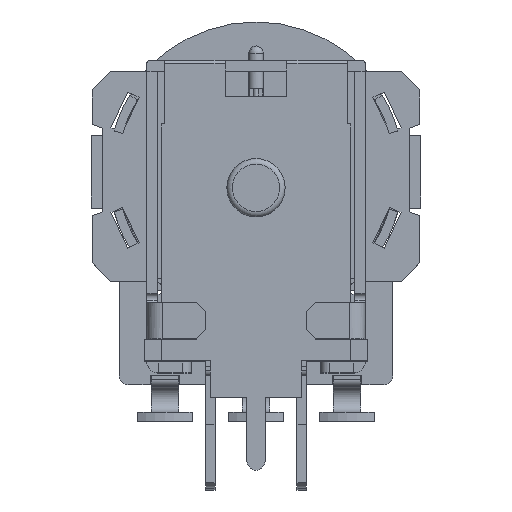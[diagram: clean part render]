
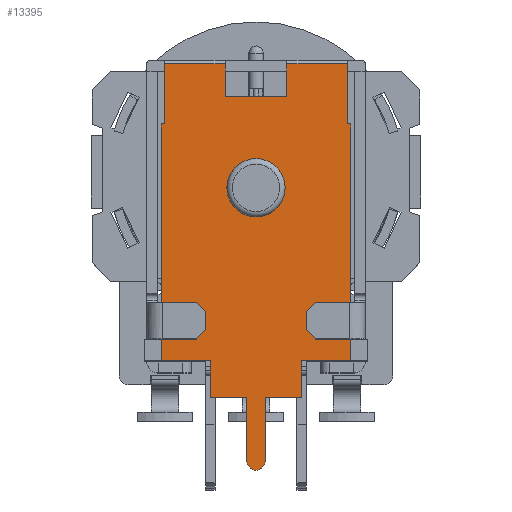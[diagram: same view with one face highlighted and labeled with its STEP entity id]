
A CAD part, top view. The second image highlights one B-rep face of the part: STEP entity #13395.
In plain terms, the highlighted planar face has unit normal (0, 0, 1).
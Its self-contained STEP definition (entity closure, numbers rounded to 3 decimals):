
#13216=CARTESIAN_POINT('',(0.,-2.276,15.35));
#13217=DIRECTION('',(0.0,0.0,1.0));
#13218=DIRECTION('',(1.0,0.0,0.0));
#13219=AXIS2_PLACEMENT_3D('',#13216,#13217,#13218);
#13220=PLANE('',#13219);
#13221=CARTESIAN_POINT('',(0.5,-16.,15.35));
#13222=VERTEX_POINT('',#13221);
#13223=CARTESIAN_POINT('',(0.5,-12.5,15.35));
#13224=VERTEX_POINT('',#13223);
#13225=CARTESIAN_POINT('',(0.5,-16.,15.35));
#13226=DIRECTION('',(0.0,1.0,0.0));
#13227=VECTOR('',#13226,3.5);
#13228=LINE('',#13225,#13227);
#13229=EDGE_CURVE('',#13222,#13224,#13228,.T.);
#13230=ORIENTED_EDGE('',*,*,#13229,.T.);
#13231=CARTESIAN_POINT('',(2.5,-12.5,15.35));
#13232=VERTEX_POINT('',#13231);
#13233=CARTESIAN_POINT('',(0.5,-12.5,15.35));
#13234=DIRECTION('',(1.0,0.0,0.0));
#13235=VECTOR('',#13234,2.);
#13236=LINE('',#13233,#13235);
#13237=EDGE_CURVE('',#13224,#13232,#13236,.T.);
#13238=ORIENTED_EDGE('',*,*,#13237,.T.);
#13239=CARTESIAN_POINT('',(2.5,-10.5,15.35));
#13240=VERTEX_POINT('',#13239);
#13241=CARTESIAN_POINT('',(2.5,-12.5,15.35));
#13242=DIRECTION('',(0.0,1.0,0.0));
#13243=VECTOR('',#13242,2.);
#13244=LINE('',#13241,#13243);
#13245=EDGE_CURVE('',#13232,#13240,#13244,.T.);
#13246=ORIENTED_EDGE('',*,*,#13245,.T.);
#13247=CARTESIAN_POINT('',(5.2,-10.5,15.35));
#13248=VERTEX_POINT('',#13247);
#13249=CARTESIAN_POINT('',(5.2,-10.5,15.35));
#13250=DIRECTION('',(-1.0,0.0,0.0));
#13251=VECTOR('',#13250,2.7);
#13252=LINE('',#13249,#13251);
#13253=EDGE_CURVE('',#13248,#13240,#13252,.T.);
#13254=ORIENTED_EDGE('',*,*,#13253,.F.);
#13255=CARTESIAN_POINT('',(5.2,2.5,15.35));
#13256=VERTEX_POINT('',#13255);
#13257=CARTESIAN_POINT('',(5.2,2.5,15.35));
#13258=DIRECTION('',(0.0,-1.0,0.0));
#13259=VECTOR('',#13258,13.);
#13260=LINE('',#13257,#13259);
#13261=EDGE_CURVE('',#13256,#13248,#13260,.T.);
#13262=ORIENTED_EDGE('',*,*,#13261,.F.);
#13263=CARTESIAN_POINT('',(5.,2.5,15.35));
#13264=VERTEX_POINT('',#13263);
#13265=CARTESIAN_POINT('',(5.,2.5,15.35));
#13266=DIRECTION('',(1.0,0.0,0.0));
#13267=VECTOR('',#13266,0.2);
#13268=LINE('',#13265,#13267);
#13269=EDGE_CURVE('',#13264,#13256,#13268,.T.);
#13270=ORIENTED_EDGE('',*,*,#13269,.F.);
#13271=CARTESIAN_POINT('',(5.,5.8,15.35));
#13272=VERTEX_POINT('',#13271);
#13273=CARTESIAN_POINT('',(5.,5.8,15.35));
#13274=DIRECTION('',(0.0,-1.0,0.0));
#13275=VECTOR('',#13274,3.3);
#13276=LINE('',#13273,#13275);
#13277=EDGE_CURVE('',#13272,#13264,#13276,.T.);
#13278=ORIENTED_EDGE('',*,*,#13277,.F.);
#13279=CARTESIAN_POINT('',(1.7,5.8,15.35));
#13280=VERTEX_POINT('',#13279);
#13281=CARTESIAN_POINT('',(1.7,5.8,15.35));
#13282=DIRECTION('',(1.0,0.0,0.0));
#13283=VECTOR('',#13282,3.3);
#13284=LINE('',#13281,#13283);
#13285=EDGE_CURVE('',#13280,#13272,#13284,.T.);
#13286=ORIENTED_EDGE('',*,*,#13285,.F.);
#13287=CARTESIAN_POINT('',(1.7,4.,15.35));
#13288=VERTEX_POINT('',#13287);
#13289=CARTESIAN_POINT('',(1.7,5.8,15.35));
#13290=DIRECTION('',(0.0,-1.0,0.0));
#13291=VECTOR('',#13290,1.8);
#13292=LINE('',#13289,#13291);
#13293=EDGE_CURVE('',#13280,#13288,#13292,.T.);
#13294=ORIENTED_EDGE('',*,*,#13293,.T.);
#13295=CARTESIAN_POINT('',(-1.7,4.0,15.35));
#13296=VERTEX_POINT('',#13295);
#13297=CARTESIAN_POINT('',(1.7,4.,15.35));
#13298=DIRECTION('',(-1.0,0.0,0.0));
#13299=VECTOR('',#13298,3.4);
#13300=LINE('',#13297,#13299);
#13301=EDGE_CURVE('',#13288,#13296,#13300,.T.);
#13302=ORIENTED_EDGE('',*,*,#13301,.T.);
#13303=CARTESIAN_POINT('',(-1.7,5.8,15.35));
#13304=VERTEX_POINT('',#13303);
#13305=CARTESIAN_POINT('',(-1.7,4.0,15.35));
#13306=DIRECTION('',(0.0,1.0,0.0));
#13307=VECTOR('',#13306,1.8);
#13308=LINE('',#13305,#13307);
#13309=EDGE_CURVE('',#13296,#13304,#13308,.T.);
#13310=ORIENTED_EDGE('',*,*,#13309,.T.);
#13311=CARTESIAN_POINT('',(-5.,5.8,15.35));
#13312=VERTEX_POINT('',#13311);
#13313=CARTESIAN_POINT('',(-5.,5.8,15.35));
#13314=DIRECTION('',(1.0,0.0,0.0));
#13315=VECTOR('',#13314,3.3);
#13316=LINE('',#13313,#13315);
#13317=EDGE_CURVE('',#13312,#13304,#13316,.T.);
#13318=ORIENTED_EDGE('',*,*,#13317,.F.);
#13319=CARTESIAN_POINT('',(-5.,2.5,15.35));
#13320=VERTEX_POINT('',#13319);
#13321=CARTESIAN_POINT('',(-5.,2.5,15.35));
#13322=DIRECTION('',(0.0,1.0,0.0));
#13323=VECTOR('',#13322,3.3);
#13324=LINE('',#13321,#13323);
#13325=EDGE_CURVE('',#13320,#13312,#13324,.T.);
#13326=ORIENTED_EDGE('',*,*,#13325,.F.);
#13327=CARTESIAN_POINT('',(-5.2,2.5,15.35));
#13328=VERTEX_POINT('',#13327);
#13329=CARTESIAN_POINT('',(-5.2,2.5,15.35));
#13330=DIRECTION('',(1.0,0.0,0.0));
#13331=VECTOR('',#13330,0.2);
#13332=LINE('',#13329,#13331);
#13333=EDGE_CURVE('',#13328,#13320,#13332,.T.);
#13334=ORIENTED_EDGE('',*,*,#13333,.F.);
#13335=CARTESIAN_POINT('',(-5.2,-10.5,15.35));
#13336=VERTEX_POINT('',#13335);
#13337=CARTESIAN_POINT('',(-5.2,-10.5,15.35));
#13338=DIRECTION('',(0.0,1.0,0.0));
#13339=VECTOR('',#13338,13.);
#13340=LINE('',#13337,#13339);
#13341=EDGE_CURVE('',#13336,#13328,#13340,.T.);
#13342=ORIENTED_EDGE('',*,*,#13341,.F.);
#13343=CARTESIAN_POINT('',(-2.5,-10.5,15.35));
#13344=VERTEX_POINT('',#13343);
#13345=CARTESIAN_POINT('',(-2.5,-10.5,15.35));
#13346=DIRECTION('',(-1.0,0.0,0.0));
#13347=VECTOR('',#13346,2.7);
#13348=LINE('',#13345,#13347);
#13349=EDGE_CURVE('',#13344,#13336,#13348,.T.);
#13350=ORIENTED_EDGE('',*,*,#13349,.F.);
#13351=CARTESIAN_POINT('',(-2.5,-12.5,15.35));
#13352=VERTEX_POINT('',#13351);
#13353=CARTESIAN_POINT('',(-2.5,-10.5,15.35));
#13354=DIRECTION('',(0.0,-1.0,0.0));
#13355=VECTOR('',#13354,2.0);
#13356=LINE('',#13353,#13355);
#13357=EDGE_CURVE('',#13344,#13352,#13356,.T.);
#13358=ORIENTED_EDGE('',*,*,#13357,.T.);
#13359=CARTESIAN_POINT('',(-0.5,-12.5,15.35));
#13360=VERTEX_POINT('',#13359);
#13361=CARTESIAN_POINT('',(-2.5,-12.5,15.35));
#13362=DIRECTION('',(1.0,0.0,0.0));
#13363=VECTOR('',#13362,2.);
#13364=LINE('',#13361,#13363);
#13365=EDGE_CURVE('',#13352,#13360,#13364,.T.);
#13366=ORIENTED_EDGE('',*,*,#13365,.T.);
#13367=CARTESIAN_POINT('',(-0.5,-16.,15.35));
#13368=VERTEX_POINT('',#13367);
#13369=CARTESIAN_POINT('',(-0.5,-12.5,15.35));
#13370=DIRECTION('',(0.0,-1.0,0.0));
#13371=VECTOR('',#13370,3.5);
#13372=LINE('',#13369,#13371);
#13373=EDGE_CURVE('',#13360,#13368,#13372,.T.);
#13374=ORIENTED_EDGE('',*,*,#13373,.T.);
#13375=CARTESIAN_POINT('',(0.,-16.,15.35));
#13376=DIRECTION('',(0.0,0.0,1.0));
#13377=DIRECTION('',(-1.0,0.0,0.0));
#13378=AXIS2_PLACEMENT_3D('',#13375,#13376,#13377);
#13379=CIRCLE('',#13378,0.5);
#13380=EDGE_CURVE('',#13368,#13222,#13379,.T.);
#13381=ORIENTED_EDGE('',*,*,#13380,.T.);
#13382=EDGE_LOOP('',(#13230,#13238,#13246,#13254,#13262,#13270,#13278,#13286,#13294,#13302,#13310,#13318,#13326,#13334,#13342,#13350,#13358,#13366,#13374,#13381));
#13383=FACE_OUTER_BOUND('',#13382,.T.);
#13384=CARTESIAN_POINT('',(1.6,-1.,15.35));
#13385=VERTEX_POINT('',#13384);
#13386=CARTESIAN_POINT('',(0.,-1.0,15.35));
#13387=DIRECTION('',(0.0,0.0,-1.0));
#13388=DIRECTION('',(-1.0,0.0,0.0));
#13389=AXIS2_PLACEMENT_3D('',#13386,#13387,#13388);
#13390=CIRCLE('',#13389,1.6);
#13391=EDGE_CURVE('',#13385,#13385,#13390,.T.);
#13392=ORIENTED_EDGE('',*,*,#13391,.T.);
#13393=EDGE_LOOP('',(#13392));
#13394=FACE_BOUND('',#13393,.T.);
#13395=ADVANCED_FACE('',(#13383,#13394),#13220,.T.);
